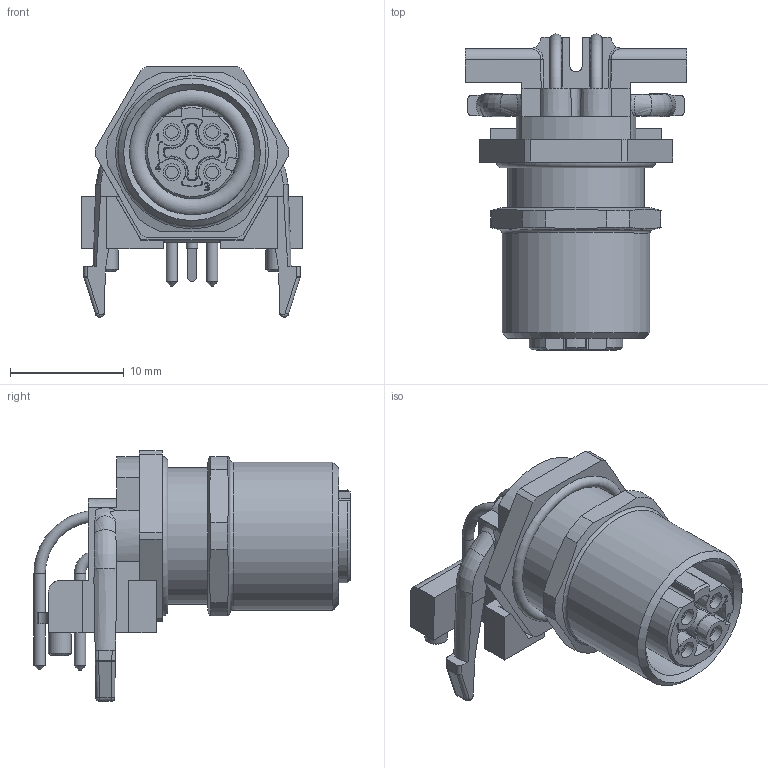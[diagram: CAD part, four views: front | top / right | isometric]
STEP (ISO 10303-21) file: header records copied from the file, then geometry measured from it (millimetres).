
FILE_DESCRIPTION(/* description */ (''),/* implementation_level */ '2;1');
FILE_NAME(/* name */ 'IE-WFKFSY4-P_12_S3540.stp',/* time_stamp */ '2016-02-12T08:42:53+01:00',/* author */ (''),/* organization */ (''),/* preprocessor_version */ 'ST-DEVELOPER v16',/* originating_system */ 'SIEMENS PLM Software NX 10.0',/* authorisation */ '');
FILE_SCHEMA (('AUTOMOTIVE_DESIGN { 1 0 10303 214 3 1 1 1 }'));
Length unit declared in the file: millimetre
Products named in the file (1): IE-WFKFSY4-P_12_S3840
Bounding box: 19.5 x 27.77 x 21.99 mm (x, y, z)
Volume: 3011.4 mm3; surface area: 2928.6 mm2
Topology: 1 solids, 1 shells, 435 faces, 1172 edges, 760 vertices
Faces by surface type: plane 187, cylinder 110, extrusion 45, cone 36, bspline 35, torus 12, sphere 8, revolution 2
Full cylindrical faces by diameter (mm): 1 x9, 1.1 x4, 1.5 x4, 2 x7, 11 x1, 12 x1, 13 x1
Entity records: 15239 total; most frequent: CARTESIAN_POINT 5061, ORIENTED_EDGE 2188, DIRECTION 1902, EDGE_CURVE 1094, VERTEX_POINT 733, AXIS2_PLACEMENT_3D 660, VECTOR 580, LINE 535
